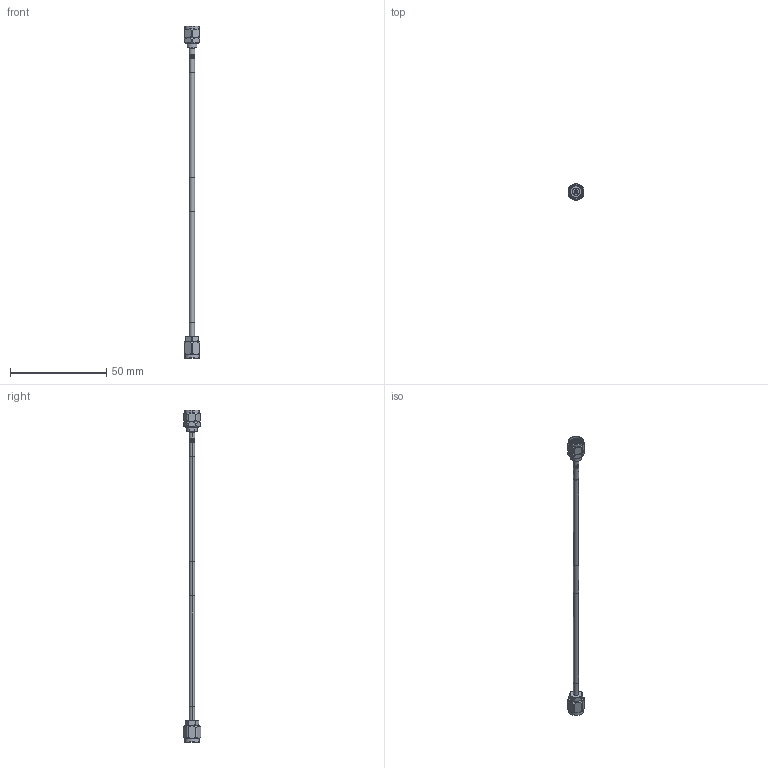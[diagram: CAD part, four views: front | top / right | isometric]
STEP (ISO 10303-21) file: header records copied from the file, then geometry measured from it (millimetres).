
FILE_DESCRIPTION (( 'STEP AP214' ), '1' );
FILE_NAME ('FMCA100353_3D.step', '2025-11-11T18:12:46', ( '' ), ( '' ), 'SwSTEP 2.0', 'SolidWorks 2025', '' );
FILE_SCHEMA (( 'AUTOMOTIVE_DESIGN' ));
Length unit declared in the file: inch
Products named in the file (6): Copy (2) of HEAT SHRINK^FMCA100353; Copy of HEAT SHRINK^FMCA100353; PE44690; PE-SR405FLJ_WITH LABEL; PE45413; FMCA100353_3D
Assembly tree (5 placements, depth 2):
  FMCA100353_3D
    PE-SR405FLJ_WITH LABEL
    PE45413
    PE44690
    Copy of HEAT SHRINK^FMCA100353
    Copy (2) of HEAT SHRINK^FMCA100353
Bounding box: 8 x 8.98 x 172.57 mm (x, y, z)
Volume: 1639.9 mm3; surface area: 3026.2 mm2
Topology: 7 solids, 7 shells, 267 faces, 626 edges, 395 vertices
Faces by surface type: cylinder 126, plane 65, cone 54, torus 16, bspline 6
Entity records: 10751 total; most frequent: CARTESIAN_POINT 4562, DIRECTION 1257, ORIENTED_EDGE 1252, EDGE_CURVE 626, AXIS2_PLACEMENT_3D 535, VERTEX_POINT 395, EDGE_LOOP 305, FACE_OUTER_BOUND 267
